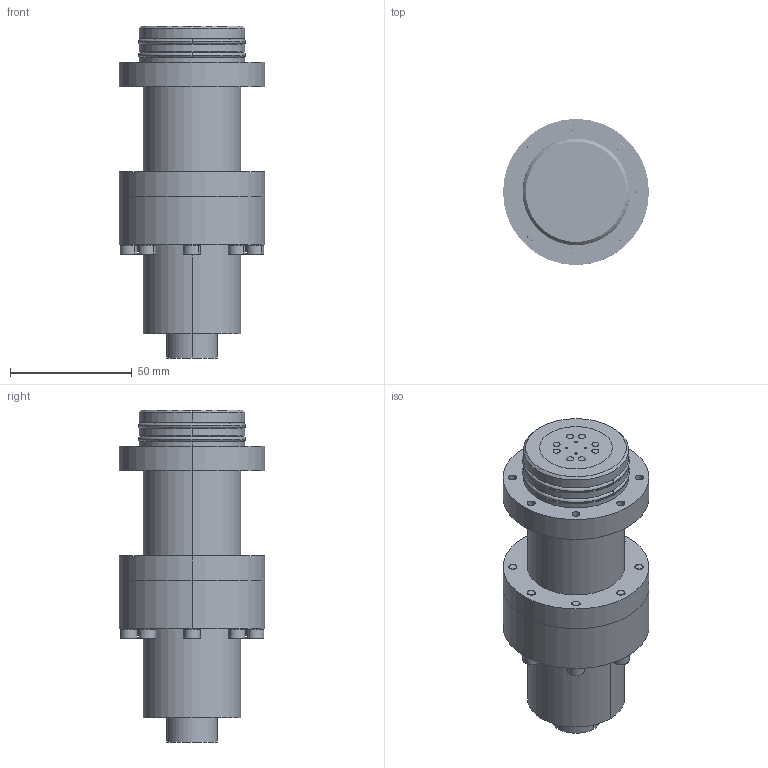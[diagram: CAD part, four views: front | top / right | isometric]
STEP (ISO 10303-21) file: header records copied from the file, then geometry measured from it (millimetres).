
FILE_DESCRIPTION (( 'STEP AP214' ), '1' );
FILE_NAME ('Engine_Assembly.STEP', '2024-10-09T20:06:02', ( '' ), ( '' ), 'SwSTEP 2.0', 'SolidWorks 2023', '' );
FILE_SCHEMA (( 'AUTOMOTIVE_DESIGN' ));
Length unit declared in the file: millimetre
Products named in the file (7): Combustion_Chamber; 91290A180_Alloy Steel Socket Head Screw_91290A180; InjectorPlate; Fluid_Volume; O-ring_2x40mm; Engine_Assembly; Nozzle
Assembly tree (16 placements, depth 2):
  Engine_Assembly
    Combustion_Chamber
    O-ring_2x40mm  x4
    Nozzle
    91290A180_Alloy Steel Socket Head Screw_91290A180  x8
    Fluid_Volume
    InjectorPlate
Bounding box: 60 x 60 x 136.5 mm (x, y, z)
Volume: 234113 mm3; surface area: 73700.4 mm2
Topology: 16 solids, 16 shells, 918 faces, 2418 edges, 1554 vertices
Faces by surface type: cylinder 604, cone 108, plane 102, torus 80, bspline 24
Entity records: 11603 total; most frequent: CARTESIAN_POINT 5108, DIRECTION 1335, ORIENTED_EDGE 1316, EDGE_CURVE 658, AXIS2_PLACEMENT_3D 562, VERTEX_POINT 422, EDGE_LOOP 354, CIRCLE 284
